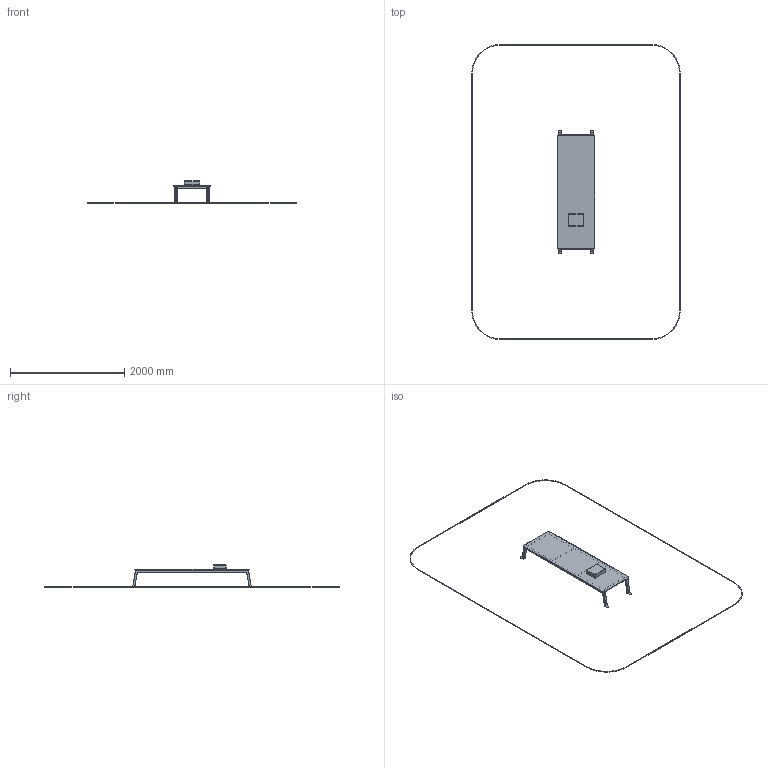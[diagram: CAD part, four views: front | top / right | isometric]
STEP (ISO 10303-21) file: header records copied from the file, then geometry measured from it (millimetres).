
FILE_DESCRIPTION(('STEP AP203'), '1');
FILE_NAME('Ñêàìüÿ â ñáîðå', '', ('UNSPECIFIED'), ('UNSPECIFIED'), 'C3D Converter', 'C3D Toolkit', '');
FILE_SCHEMA(('CONFIG_CONTROL_DESIGN'));
Length unit declared in the file: millimetre
Assembly tree (17 placements, depth 3):
  (unnamed)
    (unnamed)
      (unnamed)  x2
      (unnamed)  x4
      (unnamed)  x4
      (unnamed)  x4
    (unnamed)
    (unnamed)
Bounding box: 3650 x 5168.92 x 390 mm (x, y, z)
Volume: 28222617.1 mm3; surface area: 5456586.8 mm2
Topology: 17 solids, 17 shells, 250 faces, 616 edges, 392 vertices
Faces by surface type: plane 146, cylinder 88, torus 8, sphere 8
Entity records: 5151 total; most frequent: CARTESIAN_POINT 648, DIRECTION 636, ORIENTED_EDGE 568, EDGE_CURVE 284, AXIS2_PLACEMENT_3D 228, LINE 180, VECTOR 180, VERTEX_POINT 176
